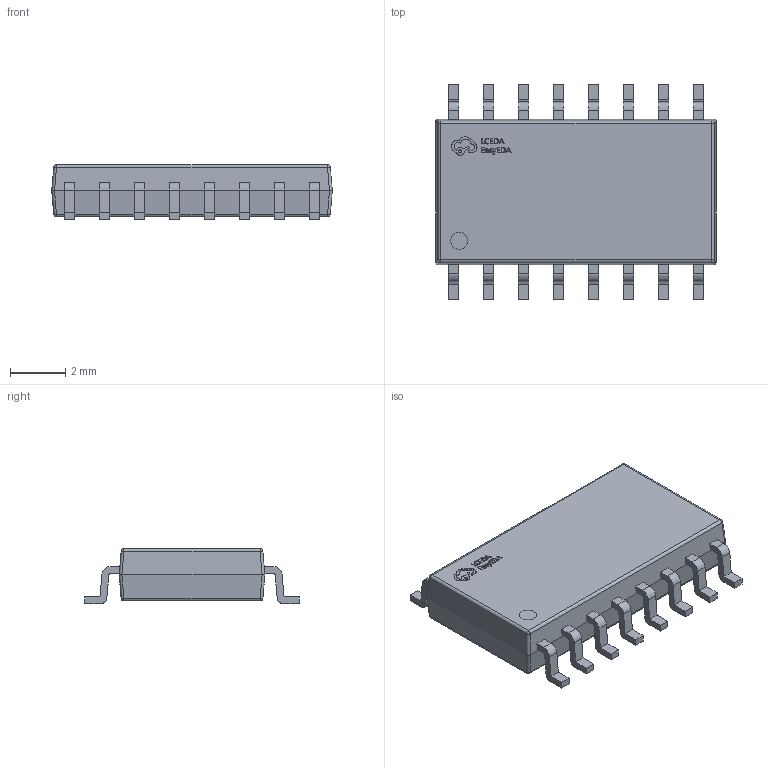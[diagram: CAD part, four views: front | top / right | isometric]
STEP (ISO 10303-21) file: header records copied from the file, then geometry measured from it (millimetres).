
FILE_DESCRIPTION (( 'STEP AP214' ), '1' );
FILE_NAME ('SO-16_L10.2-W5.3-P1.27-LS7.8-BL-1.STEP', '2022-06-20T06:49:12', ( 'PC' ), ( 'Microsoft' ), 'SwSTEP 2.0', 'SolidWorks 2020', '' );
FILE_SCHEMA (( 'AUTOMOTIVE_DESIGN' ));
Length unit declared in the file: millimetre
Products named in the file (1): SO-16_L10.2-W5.3-P1.27-LS7.8-BL-1
Bounding box: 10.2 x 7.8 x 2.01 mm (x, y, z)
Volume: 103.5 mm3; surface area: 203.2 mm2
Topology: 1 solids, 1 shells, 453 faces, 1213 edges, 798 vertices
Faces by surface type: plane 281, bspline 98, cylinder 66, sphere 8
Entity records: 19544 total; most frequent: CARTESIAN_POINT 3783, ORIENTED_EDGE 2426, DIRECTION 1845, EDGE_CURVE 1213, VECTOR 885, LINE 885, VERTEX_POINT 798, EDGE_LOOP 489
